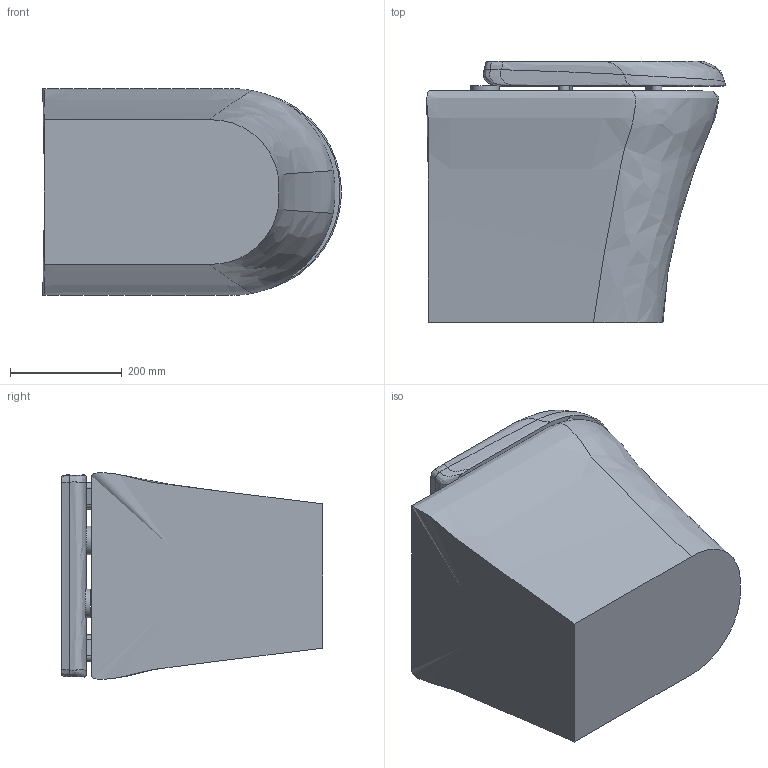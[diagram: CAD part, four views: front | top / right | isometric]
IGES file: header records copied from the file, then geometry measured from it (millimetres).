
Global section: file name: 3594; native system: AutoCAD 2016 - English; preprocessor: Autodesk Translation Framework DWG producer (atf_dwg_producer); organization: unknown; date: 20170505.143832; units: millimetre
Bounding box: 535.3 x 468 x 370.79 mm (x, y, z)
Volume: 45232850.4 mm3; surface area: 1649713 mm2
Topology: 5 solids, 5 shells, 113 faces, 310 edges, 213 vertices
Faces by surface type: bspline 113
